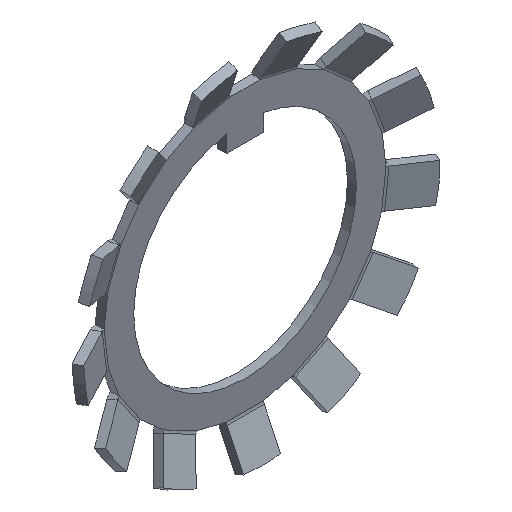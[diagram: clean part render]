
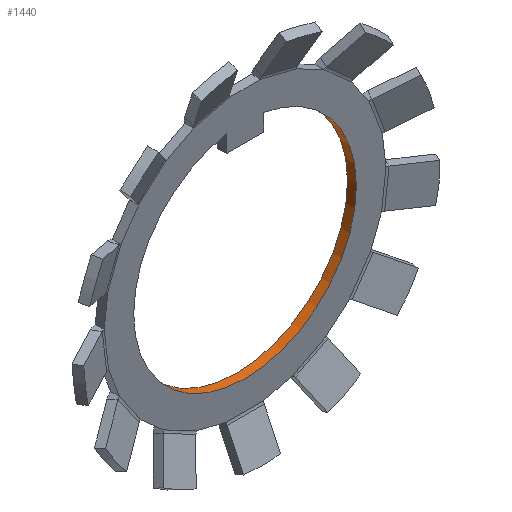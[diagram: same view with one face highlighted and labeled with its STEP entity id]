
A CAD part, isometric view. The second image highlights one B-rep face of the part: STEP entity #1440.
In plain terms, the highlighted cylindrical face has radius 15 mm (diameter 30 mm), a partial arc.
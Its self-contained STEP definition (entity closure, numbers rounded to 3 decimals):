
#2 = CARTESIAN_POINT ( 'NONE',  ( -2.5, -1.2, 14.79 ) ) ;
#28 = CARTESIAN_POINT ( 'NONE',  ( 0., -3.528, 0. ) ) ;
#60 = ORIENTED_EDGE ( 'NONE', *, *, #2253, .T. ) ;
#123 = CIRCLE ( 'NONE', #837, 15. ) ;
#142 = VERTEX_POINT ( 'NONE', #3324 ) ;
#262 = DIRECTION ( 'NONE',  ( 0., -1., 0. ) ) ;
#326 = VECTOR ( 'NONE', #262, 1000. ) ;
#349 = DIRECTION ( 'NONE',  ( 0., 1., 0. ) ) ;
#763 = VERTEX_POINT ( 'NONE', #2359 ) ;
#837 = AXIS2_PLACEMENT_3D ( 'NONE', #3167, #1750, #898 ) ;
#895 = DIRECTION ( 'NONE',  ( 0., 0., 1. ) ) ;
#898 = DIRECTION ( 'NONE',  ( 0., 0., -1. ) ) ;
#1018 = CARTESIAN_POINT ( 'NONE',  ( 2.5, 0., 14.79 ) ) ;
#1408 = VECTOR ( 'NONE', #2115, 1000. ) ;
#1415 = EDGE_CURVE ( 'NONE', #763, #2701, #2262, .T. ) ;
#1440 = ADVANCED_FACE ( 'NONE', ( #1462 ), #1990, .F. ) ;
#1462 = FACE_OUTER_BOUND ( 'NONE', #2388, .T. ) ;
#1463 = CARTESIAN_POINT ( 'NONE',  ( 0., 0., 0. ) ) ;
#1559 = CARTESIAN_POINT ( 'NONE',  ( 2.5, 0., 14.79 ) ) ;
#1572 = LINE ( 'NONE', #1018, #1408 ) ;
#1750 = DIRECTION ( 'NONE',  ( 0., -1., 0. ) ) ;
#1827 = CIRCLE ( 'NONE', #2833, 15. ) ;
#1990 = CYLINDRICAL_SURFACE ( 'NONE', #3148, 15. ) ;
#2029 = CARTESIAN_POINT ( 'NONE',  ( -2.5, 0., 14.79 ) ) ;
#2115 = DIRECTION ( 'NONE',  ( 0., -1., 0. ) ) ;
#2253 = EDGE_CURVE ( 'NONE', #2701, #142, #123, .T. ) ;
#2262 = LINE ( 'NONE', #2029, #326 ) ;
#2301 = DIRECTION ( 'NONE',  ( 0., 1., 0. ) ) ;
#2359 = CARTESIAN_POINT ( 'NONE',  ( -2.5, 0., 14.79 ) ) ;
#2388 = EDGE_LOOP ( 'NONE', ( #60, #2696, #3151, #2669 ) ) ;
#2669 = ORIENTED_EDGE ( 'NONE', *, *, #1415, .T. ) ;
#2696 = ORIENTED_EDGE ( 'NONE', *, *, #3540, .F. ) ;
#2701 = VERTEX_POINT ( 'NONE', #2 ) ;
#2833 = AXIS2_PLACEMENT_3D ( 'NONE', #1463, #349, #895 ) ;
#3008 = EDGE_CURVE ( 'NONE', #3052, #763, #1827, .T. ) ;
#3052 = VERTEX_POINT ( 'NONE', #1559 ) ;
#3148 = AXIS2_PLACEMENT_3D ( 'NONE', #28, #2301, #3451 ) ;
#3151 = ORIENTED_EDGE ( 'NONE', *, *, #3008, .T. ) ;
#3167 = CARTESIAN_POINT ( 'NONE',  ( 0., -1.2, 0. ) ) ;
#3324 = CARTESIAN_POINT ( 'NONE',  ( 2.5, -1.2, 14.79 ) ) ;
#3451 = DIRECTION ( 'NONE',  ( 0., 0., 1. ) ) ;
#3540 = EDGE_CURVE ( 'NONE', #3052, #142, #1572, .T. ) ;
